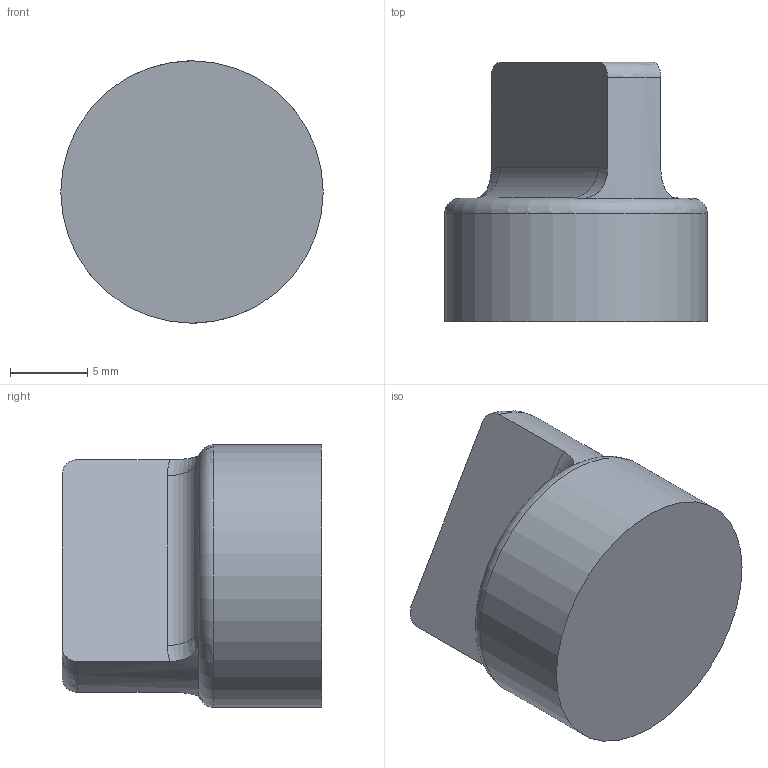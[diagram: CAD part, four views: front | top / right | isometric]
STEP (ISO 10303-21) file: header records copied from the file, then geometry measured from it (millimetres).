
FILE_DESCRIPTION(/* description */ (''),/* implementation_level */ '2;1');
FILE_NAME(/* name */ 'Knob.ipt.step',/* time_stamp */ '2020-04-16T23:13:07-04:00',/* author */ ('Jordan'),/* organization */ (''),/* preprocessor_version */ 'ST-DEVELOPER v17',/* originating_system */ 'Autodesk Inventor 2019',/* authorisation */ '');
FILE_SCHEMA (('AUTOMOTIVE_DESIGN { 1 0 10303 214 3 1 1 }'));
Length unit declared in the file: millimetre
Products named in the file (1): Knob
Bounding box: 17 x 16.8 x 17 mm (x, y, z)
Volume: 2371.1 mm3; surface area: 1167.4 mm2
Topology: 1 solids, 1 shells, 18 faces, 46 edges, 30 vertices
Faces by surface type: plane 6, cylinder 5, bspline 4, torus 3
Full cylindrical faces by diameter (mm): 17 x1
Entity records: 756 total; most frequent: CARTESIAN_POINT 307, ORIENTED_EDGE 92, DIRECTION 79, EDGE_CURVE 46, AXIS2_PLACEMENT_3D 34, VERTEX_POINT 30, FACE_OUTER_BOUND 18, EDGE_LOOP 18
